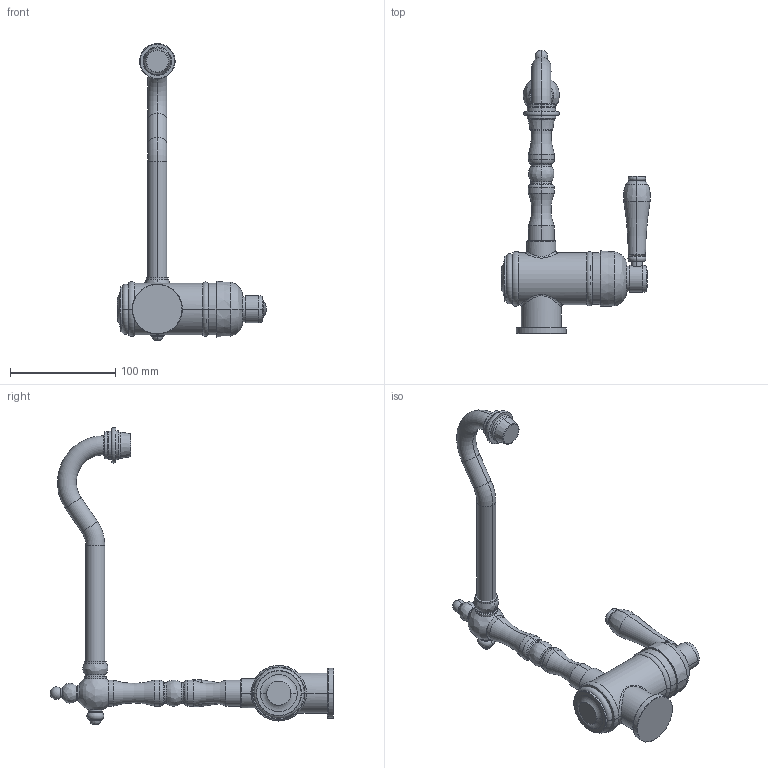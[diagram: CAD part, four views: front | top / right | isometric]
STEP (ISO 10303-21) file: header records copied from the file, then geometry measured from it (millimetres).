
FILE_DESCRIPTION((''),'2;1');
FILE_NAME('400071','2020-09-03T14:15:20',('gdevito'),('Armando Vicario'),'CREO PARAMETRIC BY PTC INC, 2019344','CREO PARAMETRIC BY PTC INC, 2019344','');
FILE_SCHEMA(('CONFIG_CONTROL_DESIGN'));
Length unit declared in the file: millimetre
Products named in the file (1): 400071
Bounding box: 141.39 x 269.12 x 281.86 mm (x, y, z)
Surface area: 78103.7 mm2 (no closed solid volume)
Topology: 0 solids, 26 shells, 170 faces, 375 edges, 218 vertices
Faces by surface type: cylinder 50, torus 50, cone 23, bspline 22, plane 21, sphere 4
Entity records: 5802 total; most frequent: CARTESIAN_POINT 2031, DIRECTION 925, ORIENTED_EDGE 662, AXIS2_PLACEMENT_3D 422, EDGE_CURVE 371, CIRCLE 274, VERTEX_POINT 218, EDGE_LOOP 170
